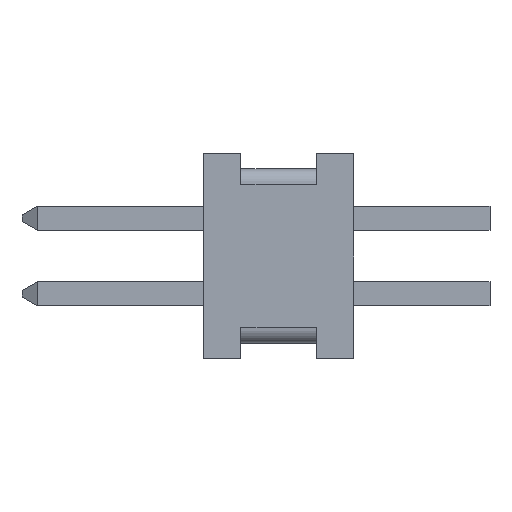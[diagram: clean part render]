
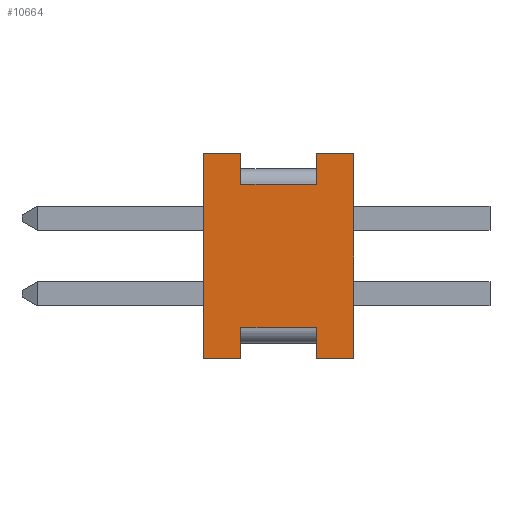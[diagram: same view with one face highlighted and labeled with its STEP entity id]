
A CAD part, left-side view. The second image highlights one B-rep face of the part: STEP entity #10664.
In plain terms, the highlighted planar face has unit normal (-1, 0, 0).
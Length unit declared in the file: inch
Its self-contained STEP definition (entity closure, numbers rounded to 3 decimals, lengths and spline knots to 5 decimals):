
#35 = CARTESIAN_POINT ( 'NONE',  ( -0.125, 0.099, 0.0675 ) ) ;
#47 = VECTOR ( 'NONE', #3907, 39.37008 ) ;
#89 = VERTEX_POINT ( 'NONE', #9281 ) ;
#128 = EDGE_LOOP ( 'NONE', ( #8940, #927, #3372, #4012, #7481, #2683, #8461, #2110, #3420, #976, #7666, #7266 ) ) ;
#161 = CARTESIAN_POINT ( 'NONE',  ( -0.125, 0.0245, 0.0475 ) ) ;
#168 = DIRECTION ( 'NONE',  ( 0., 1., 0. ) ) ;
#183 = CARTESIAN_POINT ( 'NONE',  ( -0.125, 0.099, 0.0675 ) ) ;
#208 = VERTEX_POINT ( 'NONE', #4454 ) ;
#227 = CARTESIAN_POINT ( 'NONE',  ( -0.125, 0.099, -0.0675 ) ) ;
#243 = CARTESIAN_POINT ( 'NONE',  ( -0.125, 0.099, 0.0675 ) ) ;
#374 = VECTOR ( 'NONE', #5344, 39.37008 ) ;
#390 = CARTESIAN_POINT ( 'NONE',  ( -0.125, 0.0745, -0.0675 ) ) ;
#598 = CARTESIAN_POINT ( 'NONE',  ( -0.125, 0.0245, -0.0675 ) ) ;
#724 = LINE ( 'NONE', #6616, #9934 ) ;
#792 = VERTEX_POINT ( 'NONE', #183 ) ;
#914 = CARTESIAN_POINT ( 'NONE',  ( -0.125, 0.0745, -0.0675 ) ) ;
#927 = ORIENTED_EDGE ( 'NONE', *, *, #4760, .T. ) ;
#976 = ORIENTED_EDGE ( 'NONE', *, *, #4266, .T. ) ;
#1184 = CARTESIAN_POINT ( 'NONE',  ( -0.125, 0., 0.0675 ) ) ;
#1364 = CARTESIAN_POINT ( 'NONE',  ( -0.125, 0.099, -0.0475 ) ) ;
#1420 = VECTOR ( 'NONE', #3163, 39.37008 ) ;
#1569 = CARTESIAN_POINT ( 'NONE',  ( -0.125, 0.0745, -0.0475 ) ) ;
#1571 = LINE ( 'NONE', #390, #8936 ) ;
#2110 = ORIENTED_EDGE ( 'NONE', *, *, #7156, .T. ) ;
#2172 = EDGE_CURVE ( 'NONE', #4178, #2382, #4487, .T. ) ;
#2219 = VERTEX_POINT ( 'NONE', #3051 ) ;
#2345 = VECTOR ( 'NONE', #6265, 39.37008 ) ;
#2382 = VERTEX_POINT ( 'NONE', #914 ) ;
#2683 = ORIENTED_EDGE ( 'NONE', *, *, #6436, .T. ) ;
#2907 = DIRECTION ( 'NONE',  ( 1., 0., 0. ) ) ;
#2930 = DIRECTION ( 'NONE',  ( 0., 0., 1. ) ) ;
#3043 = DIRECTION ( 'NONE',  ( 0., 0., -1. ) ) ;
#3051 = CARTESIAN_POINT ( 'NONE',  ( -0.125, 0., -0.0675 ) ) ;
#3163 = DIRECTION ( 'NONE',  ( 0., 0., -1. ) ) ;
#3232 = VECTOR ( 'NONE', #9165, 39.37008 ) ;
#3269 = EDGE_CURVE ( 'NONE', #8984, #5497, #6933, .T. ) ;
#3372 = ORIENTED_EDGE ( 'NONE', *, *, #4464, .F. ) ;
#3420 = ORIENTED_EDGE ( 'NONE', *, *, #7982, .T. ) ;
#3500 = LINE ( 'NONE', #227, #374 ) ;
#3578 = CARTESIAN_POINT ( 'NONE',  ( -0.125, 0.099, 0.0475 ) ) ;
#3626 = LINE ( 'NONE', #598, #1420 ) ;
#3660 = LINE ( 'NONE', #243, #6950 ) ;
#3907 = DIRECTION ( 'NONE',  ( 0., -1., 0. ) ) ;
#4012 = ORIENTED_EDGE ( 'NONE', *, *, #6220, .F. ) ;
#4178 = VERTEX_POINT ( 'NONE', #7754 ) ;
#4266 = EDGE_CURVE ( 'NONE', #2219, #89, #5055, .T. ) ;
#4335 = EDGE_CURVE ( 'NONE', #8595, #208, #6628, .T. ) ;
#4387 = AXIS2_PLACEMENT_3D ( 'NONE', #10572, #2907, #3043 ) ;
#4443 = VECTOR ( 'NONE', #168, 39.37008 ) ;
#4454 = CARTESIAN_POINT ( 'NONE',  ( -0.125, 0.0245, -0.0475 ) ) ;
#4464 = EDGE_CURVE ( 'NONE', #792, #4805, #8091, .T. ) ;
#4487 = LINE ( 'NONE', #7222, #47 ) ;
#4729 = CARTESIAN_POINT ( 'NONE',  ( -0.125, 0.099, 0.0675 ) ) ;
#4760 = EDGE_CURVE ( 'NONE', #5364, #4805, #724, .T. ) ;
#4805 = VERTEX_POINT ( 'NONE', #9133 ) ;
#4851 = DIRECTION ( 'NONE',  ( 0., 0., 1. ) ) ;
#5055 = LINE ( 'NONE', #1184, #10200 ) ;
#5344 = DIRECTION ( 'NONE',  ( 0., -1., 0. ) ) ;
#5364 = VERTEX_POINT ( 'NONE', #9296 ) ;
#5497 = VERTEX_POINT ( 'NONE', #161 ) ;
#6220 = EDGE_CURVE ( 'NONE', #4178, #792, #3660, .T. ) ;
#6265 = DIRECTION ( 'NONE',  ( 0., 0., -1. ) ) ;
#6351 = CARTESIAN_POINT ( 'NONE',  ( -0.125, 0.0245, 0.0675 ) ) ;
#6436 = EDGE_CURVE ( 'NONE', #2382, #8595, #1571, .T. ) ;
#6616 = CARTESIAN_POINT ( 'NONE',  ( -0.125, 0.0745, 0.0675 ) ) ;
#6628 = LINE ( 'NONE', #1364, #6899 ) ;
#6841 = DIRECTION ( 'NONE',  ( 0., 0., 1. ) ) ;
#6899 = VECTOR ( 'NONE', #10630, 39.37008 ) ;
#6926 = CARTESIAN_POINT ( 'NONE',  ( -0.125, 0.0245, -0.0675 ) ) ;
#6933 = LINE ( 'NONE', #6351, #2345 ) ;
#6950 = VECTOR ( 'NONE', #6841, 39.37008 ) ;
#7043 = DIRECTION ( 'NONE',  ( 0., 0., 1. ) ) ;
#7156 = EDGE_CURVE ( 'NONE', #208, #10565, #3626, .T. ) ;
#7222 = CARTESIAN_POINT ( 'NONE',  ( -0.125, 0.099, -0.0675 ) ) ;
#7266 = ORIENTED_EDGE ( 'NONE', *, *, #3269, .T. ) ;
#7481 = ORIENTED_EDGE ( 'NONE', *, *, #2172, .T. ) ;
#7666 = ORIENTED_EDGE ( 'NONE', *, *, #8453, .F. ) ;
#7709 = LINE ( 'NONE', #35, #3232 ) ;
#7754 = CARTESIAN_POINT ( 'NONE',  ( -0.125, 0.099, -0.0675 ) ) ;
#7855 = EDGE_CURVE ( 'NONE', #5497, #5364, #9062, .T. ) ;
#7982 = EDGE_CURVE ( 'NONE', #10565, #2219, #3500, .T. ) ;
#8091 = LINE ( 'NONE', #4729, #9672 ) ;
#8453 = EDGE_CURVE ( 'NONE', #8984, #89, #7709, .T. ) ;
#8461 = ORIENTED_EDGE ( 'NONE', *, *, #4335, .T. ) ;
#8595 = VERTEX_POINT ( 'NONE', #1569 ) ;
#8936 = VECTOR ( 'NONE', #2930, 39.37008 ) ;
#8940 = ORIENTED_EDGE ( 'NONE', *, *, #7855, .T. ) ;
#8979 = CARTESIAN_POINT ( 'NONE',  ( -0.125, 0.0245, 0.0675 ) ) ;
#8984 = VERTEX_POINT ( 'NONE', #8979 ) ;
#9062 = LINE ( 'NONE', #3578, #4443 ) ;
#9133 = CARTESIAN_POINT ( 'NONE',  ( -0.125, 0.0745, 0.0675 ) ) ;
#9165 = DIRECTION ( 'NONE',  ( 0., -1., 0. ) ) ;
#9281 = CARTESIAN_POINT ( 'NONE',  ( -0.125, 0., 0.0675 ) ) ;
#9296 = CARTESIAN_POINT ( 'NONE',  ( -0.125, 0.0745, 0.0475 ) ) ;
#9672 = VECTOR ( 'NONE', #10588, 39.37008 ) ;
#9727 = PLANE ( 'NONE',  #4387 ) ;
#9934 = VECTOR ( 'NONE', #4851, 39.37008 ) ;
#10200 = VECTOR ( 'NONE', #7043, 39.37008 ) ;
#10498 = FACE_OUTER_BOUND ( 'NONE', #128, .T. ) ;
#10565 = VERTEX_POINT ( 'NONE', #6926 ) ;
#10572 = CARTESIAN_POINT ( 'NONE',  ( -0.125, 0.099, 0.0675 ) ) ;
#10588 = DIRECTION ( 'NONE',  ( 0., -1., 0. ) ) ;
#10630 = DIRECTION ( 'NONE',  ( 0., -1., 0. ) ) ;
#10664 = ADVANCED_FACE ( 'NONE', ( #10498 ), #9727, .F. ) ;
